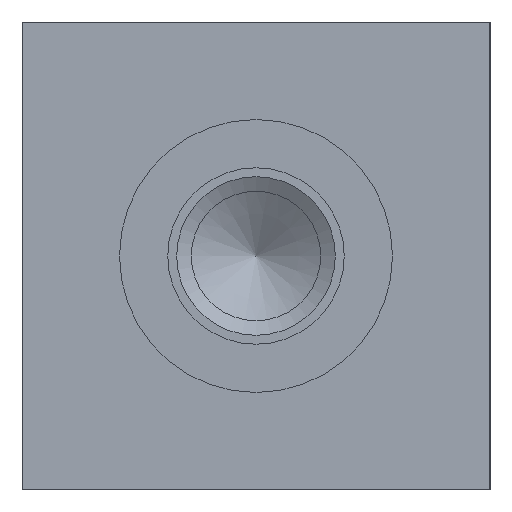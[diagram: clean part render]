
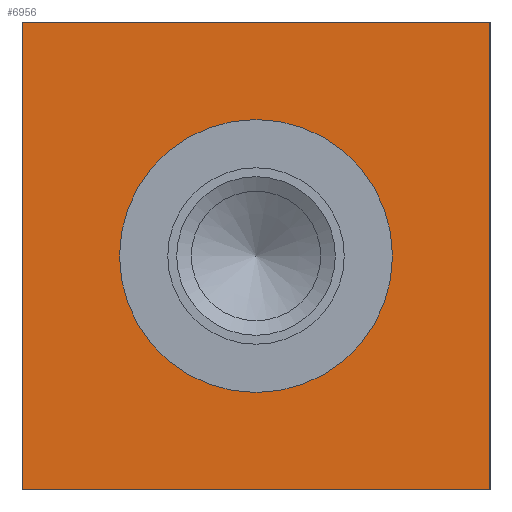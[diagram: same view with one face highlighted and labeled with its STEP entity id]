
A CAD part, left-side view. The second image highlights one B-rep face of the part: STEP entity #6956.
In plain terms, the highlighted planar face has unit normal (-1, 0, 0).
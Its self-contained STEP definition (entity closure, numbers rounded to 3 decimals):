
#82=CIRCLE('',#7228,12.967);
#83=CIRCLE('',#7229,12.967);
#170=FACE_BOUND('',#1198,.T.);
#803=FACE_OUTER_BOUND('',#1197,.T.);
#1197=EDGE_LOOP('',(#6052,#6053,#6054,#6055));
#1198=EDGE_LOOP('',(#6056,#6057));
#1479=LINE('',#10681,#2165);
#1889=LINE('',#11830,#2575);
#1890=LINE('',#11831,#2576);
#1891=LINE('',#11832,#2577);
#2165=VECTOR('',#7729,10.);
#2575=VECTOR('',#8669,10.);
#2576=VECTOR('',#8670,10.);
#2577=VECTOR('',#8671,10.);
#2873=VERTEX_POINT('',#10674);
#2876=VERTEX_POINT('',#10679);
#3169=VERTEX_POINT('',#11668);
#3170=VERTEX_POINT('',#11669);
#3221=VERTEX_POINT('',#11828);
#3222=VERTEX_POINT('',#11829);
#3663=EDGE_CURVE('',#2876,#2873,#1479,.T.);
#4093=EDGE_CURVE('',#3169,#3170,#82,.T.);
#4094=EDGE_CURVE('',#3170,#3169,#83,.T.);
#4171=EDGE_CURVE('',#3221,#3222,#1889,.T.);
#4172=EDGE_CURVE('',#3222,#2873,#1890,.T.);
#4173=EDGE_CURVE('',#3221,#2876,#1891,.T.);
#6052=ORIENTED_EDGE('',*,*,#4171,.T.);
#6053=ORIENTED_EDGE('',*,*,#4172,.T.);
#6054=ORIENTED_EDGE('',*,*,#3663,.F.);
#6055=ORIENTED_EDGE('',*,*,#4173,.F.);
#6056=ORIENTED_EDGE('',*,*,#4093,.T.);
#6057=ORIENTED_EDGE('',*,*,#4094,.T.);
#6308=PLANE('',#7311);
#6956=ADVANCED_FACE('',(#803,#170),#6308,.T.);
#7228=AXIS2_PLACEMENT_3D('',#11670,#8477,#8478);
#7229=AXIS2_PLACEMENT_3D('',#11671,#8479,#8480);
#7311=AXIS2_PLACEMENT_3D('',#11827,#8667,#8668);
#7729=DIRECTION('',(0.,-1.,0.));
#8477=DIRECTION('center_axis',(1.,0.,0.));
#8478=DIRECTION('ref_axis',(0.,0.,1.));
#8479=DIRECTION('center_axis',(1.,0.,0.));
#8480=DIRECTION('ref_axis',(0.,0.,1.));
#8667=DIRECTION('center_axis',(-1.,0.,0.));
#8668=DIRECTION('ref_axis',(0.,-1.,0.));
#8669=DIRECTION('',(0.,-1.,0.));
#8670=DIRECTION('',(0.,0.,1.));
#8671=DIRECTION('',(0.,0.,1.));
#10674=CARTESIAN_POINT('',(0.,0.,44.45));
#10679=CARTESIAN_POINT('',(0.,44.45,44.45));
#10681=CARTESIAN_POINT('',(0.,44.45,44.45));
#11668=CARTESIAN_POINT('',(0.,22.225,35.192));
#11669=CARTESIAN_POINT('',(0.,22.225,9.258));
#11670=CARTESIAN_POINT('Origin',(0.,22.225,22.225));
#11671=CARTESIAN_POINT('Origin',(0.,22.225,22.225));
#11827=CARTESIAN_POINT('Origin',(0.,44.45,0.));
#11828=CARTESIAN_POINT('',(0.,44.45,0.));
#11829=CARTESIAN_POINT('',(0.,0.,0.));
#11830=CARTESIAN_POINT('',(0.,44.45,0.));
#11831=CARTESIAN_POINT('',(0.,0.,0.));
#11832=CARTESIAN_POINT('',(0.,44.45,0.));
